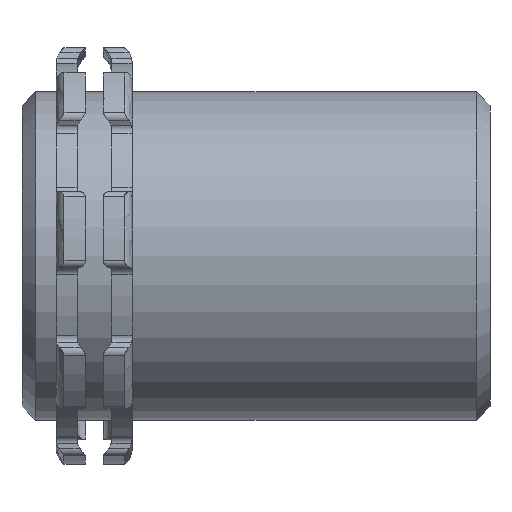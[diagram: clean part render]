
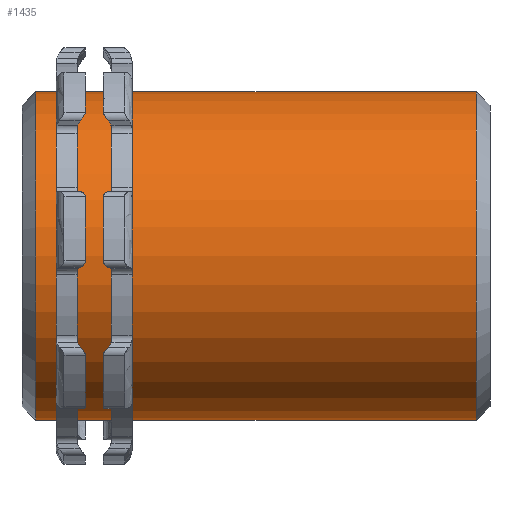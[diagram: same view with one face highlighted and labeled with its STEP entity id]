
A CAD part, left-side view. The second image highlights one B-rep face of the part: STEP entity #1435.
In plain terms, the highlighted cylindrical face has radius 23.901 mm (diameter 47.803 mm), a full revolution.
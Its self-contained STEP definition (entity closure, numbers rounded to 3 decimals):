
#166=CYLINDRICAL_SURFACE('',#1599,23.902);
#222=FACE_OUTER_BOUND('',#315,.T.);
#315=EDGE_LOOP('',(#985,#986,#987,#988));
#406=LINE('',#2148,#477);
#477=VECTOR('',#1775,23.902);
#550=CIRCLE('',#1598,23.902);
#551=CIRCLE('',#1600,23.902);
#608=VERTEX_POINT('',#2143);
#609=VERTEX_POINT('',#2147);
#750=EDGE_CURVE('',#608,#608,#550,.T.);
#751=EDGE_CURVE('',#608,#609,#406,.T.);
#752=EDGE_CURVE('',#609,#609,#551,.T.);
#985=ORIENTED_EDGE('',*,*,#750,.F.);
#986=ORIENTED_EDGE('',*,*,#751,.T.);
#987=ORIENTED_EDGE('',*,*,#752,.F.);
#988=ORIENTED_EDGE('',*,*,#751,.F.);
#1435=ADVANCED_FACE('',(#222),#166,.T.);
#1598=AXIS2_PLACEMENT_3D('',#2145,#1771,#1772);
#1599=AXIS2_PLACEMENT_3D('',#2146,#1773,#1774);
#1600=AXIS2_PLACEMENT_3D('',#2149,#1776,#1777);
#1771=DIRECTION('center_axis',(0.,1.,0.));
#1772=DIRECTION('ref_axis',(1.,0.,0.));
#1773=DIRECTION('center_axis',(0.,1.,0.));
#1774=DIRECTION('ref_axis',(1.,0.,0.));
#1775=DIRECTION('',(0.,-1.,0.));
#1776=DIRECTION('center_axis',(0.,-1.,0.));
#1777=DIRECTION('ref_axis',(1.,0.,0.));
#2143=CARTESIAN_POINT('',(-23.902,66.,0.));
#2145=CARTESIAN_POINT('Origin',(0.,66.,0.));
#2146=CARTESIAN_POINT('Origin',(0.,0.,0.));
#2147=CARTESIAN_POINT('',(-23.902,2.,0.));
#2148=CARTESIAN_POINT('',(-23.902,0.,0.));
#2149=CARTESIAN_POINT('Origin',(0.,2.,0.));
